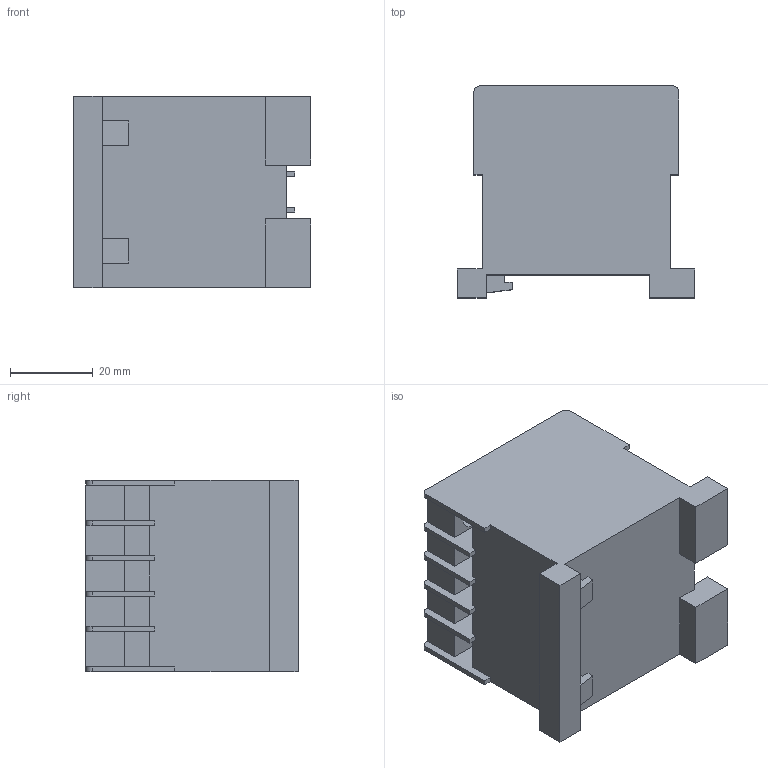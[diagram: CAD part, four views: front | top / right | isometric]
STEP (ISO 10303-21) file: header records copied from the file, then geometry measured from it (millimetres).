
FILE_DESCRIPTION (( 'STEP AP214' ), '1' );
FILE_NAME ('Ktec09-W.STEP', '2020-05-27T10:49:57', ( '' ), ( '' ), 'SwSTEP 2.0', 'SolidWorks 2020', '' );
FILE_SCHEMA (( 'AUTOMOTIVE_DESIGN' ));
Length unit declared in the file: millimetre
Products named in the file (1): Ktec09-W
Bounding box: 57.3 x 51.25 x 46.3 mm (x, y, z)
Volume: 93586.3 mm3; surface area: 20029 mm2
Topology: 1 solids, 1 shells, 360 faces, 1017 edges, 678 vertices
Faces by surface type: plane 236, cylinder 89, bspline 35
Entity records: 15840 total; most frequent: CARTESIAN_POINT 4211, ORIENTED_EDGE 2034, DIRECTION 1777, EDGE_CURVE 1017, VECTOR 769, LINE 769, VERTEX_POINT 678, AXIS2_PLACEMENT_3D 504
